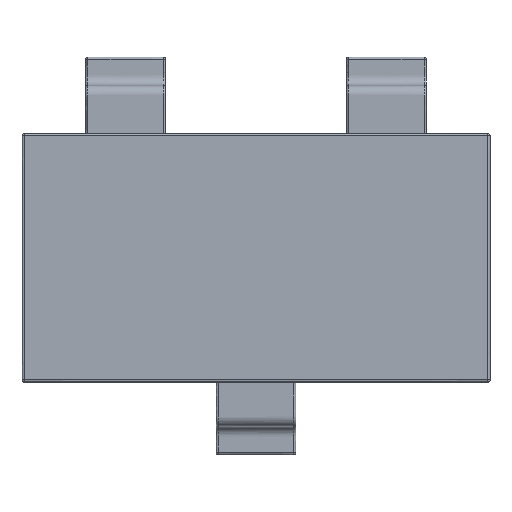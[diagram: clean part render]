
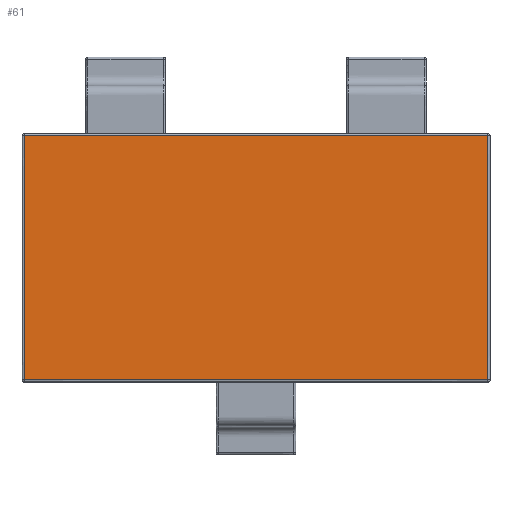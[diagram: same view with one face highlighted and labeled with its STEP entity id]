
A CAD part, top view. The second image highlights one B-rep face of the part: STEP entity #61.
In plain terms, the highlighted free-form (B-spline) face has degree [1, 1] with [2, 2] control points.
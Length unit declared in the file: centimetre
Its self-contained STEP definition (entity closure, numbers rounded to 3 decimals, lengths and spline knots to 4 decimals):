
#61=ADVANCED_FACE('',(#174),#1215,.T.);
#174=FACE_OUTER_BOUND('',#287,.T.);
#287=EDGE_LOOP('',(#496,#497,#498,#499));
#496=ORIENTED_EDGE('',*,*,#868,.F.);
#497=ORIENTED_EDGE('',*,*,#869,.F.);
#498=ORIENTED_EDGE('',*,*,#870,.F.);
#499=ORIENTED_EDGE('',*,*,#867,.F.);
#867=EDGE_CURVE('',#1053,#1054,#1306,.T.);
#868=EDGE_CURVE('',#1055,#1053,#1307,.T.);
#869=EDGE_CURVE('',#1056,#1055,#1308,.T.);
#870=EDGE_CURVE('',#1054,#1056,#1309,.T.);
#1053=VERTEX_POINT('',#2873);
#1054=VERTEX_POINT('',#2874);
#1055=VERTEX_POINT('',#2875);
#1056=VERTEX_POINT('',#2876);
#1215=B_SPLINE_SURFACE_WITH_KNOTS('',1,1,((#2585,#2586),(#2587,#2588)),.UNSPECIFIED.,
.F.,.F.,.F.,(2,2),(2,2),(-48.2639,-3.2259),(0.2,
23.8992),.UNSPECIFIED.);
#1306=(
BOUNDED_CURVE()
B_SPLINE_CURVE(3,(#2477,#2478,#2479,#2480),.UNSPECIFIED.,.F.,.F.)
B_SPLINE_CURVE_WITH_KNOTS((4,4),(0.2,45.238),.UNSPECIFIED.)
CURVE()
GEOMETRIC_REPRESENTATION_ITEM()
RATIONAL_B_SPLINE_CURVE((1.,1.,1.,1.))
REPRESENTATION_ITEM('')
);
#1307=(
BOUNDED_CURVE()
B_SPLINE_CURVE(3,(#2481,#2482,#2483,#2484),.UNSPECIFIED.,.F.,.F.)
B_SPLINE_CURVE_WITH_KNOTS((4,4),(0.2,23.8992),.UNSPECIFIED.)
CURVE()
GEOMETRIC_REPRESENTATION_ITEM()
RATIONAL_B_SPLINE_CURVE((1.,1.,1.,1.))
REPRESENTATION_ITEM('')
);
#1308=(
BOUNDED_CURVE()
B_SPLINE_CURVE(3,(#2485,#2486,#2487,#2488),.UNSPECIFIED.,.F.,.F.)
B_SPLINE_CURVE_WITH_KNOTS((4,4),(0.2,45.238),.UNSPECIFIED.)
CURVE()
GEOMETRIC_REPRESENTATION_ITEM()
RATIONAL_B_SPLINE_CURVE((1.,1.,1.,1.))
REPRESENTATION_ITEM('')
);
#1309=(
BOUNDED_CURVE()
B_SPLINE_CURVE(3,(#2489,#2490,#2491,#2492),.UNSPECIFIED.,.F.,.F.)
B_SPLINE_CURVE_WITH_KNOTS((4,4),(0.2,23.8992),.UNSPECIFIED.)
CURVE()
GEOMETRIC_REPRESENTATION_ITEM()
RATIONAL_B_SPLINE_CURVE((1.,1.,1.,1.))
REPRESENTATION_ITEM('')
);
#2477=CARTESIAN_POINT('',(55.8173,21.2448,9.4882));
#2478=CARTESIAN_POINT('',(40.8046,21.2448,9.4882));
#2479=CARTESIAN_POINT('',(25.7919,21.2448,9.4882));
#2480=CARTESIAN_POINT('',(10.7793,21.2448,9.4882));
#2481=CARTESIAN_POINT('',(55.8173,44.944,9.4882));
#2482=CARTESIAN_POINT('',(55.8173,37.0443,9.4882));
#2483=CARTESIAN_POINT('',(55.8173,29.1445,9.4882));
#2484=CARTESIAN_POINT('',(55.8173,21.2448,9.4882));
#2485=CARTESIAN_POINT('',(10.7793,44.944,9.4882));
#2486=CARTESIAN_POINT('',(25.7919,44.944,9.4882));
#2487=CARTESIAN_POINT('',(40.8046,44.944,9.4882));
#2488=CARTESIAN_POINT('',(55.8173,44.944,9.4882));
#2489=CARTESIAN_POINT('',(10.7793,21.2448,9.4882));
#2490=CARTESIAN_POINT('',(10.7793,29.1445,9.4882));
#2491=CARTESIAN_POINT('',(10.7793,37.0443,9.4882));
#2492=CARTESIAN_POINT('',(10.7793,44.944,9.4882));
#2585=CARTESIAN_POINT('',(10.7793,21.2448,9.4882));
#2586=CARTESIAN_POINT('',(10.7793,44.944,9.4882));
#2587=CARTESIAN_POINT('',(55.8173,21.2448,9.4882));
#2588=CARTESIAN_POINT('',(55.8173,44.944,9.4882));
#2873=CARTESIAN_POINT('',(55.8173,21.2448,9.4882));
#2874=CARTESIAN_POINT('',(10.7793,21.2448,9.4882));
#2875=CARTESIAN_POINT('',(55.8173,44.944,9.4882));
#2876=CARTESIAN_POINT('',(10.7793,44.944,9.4882));
